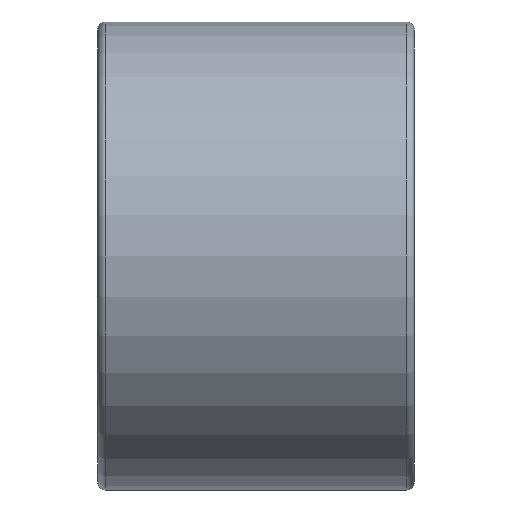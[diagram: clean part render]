
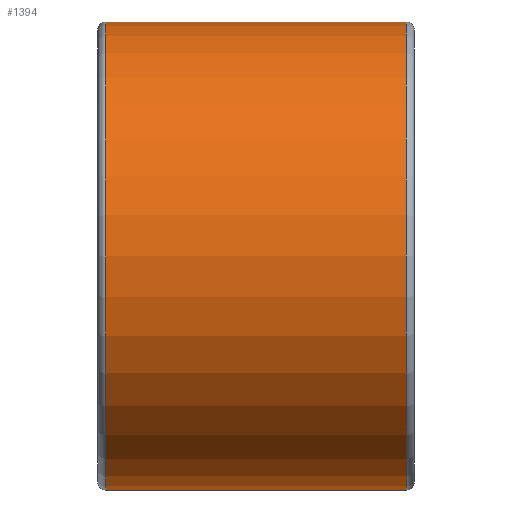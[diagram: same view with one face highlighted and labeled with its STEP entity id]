
A CAD part, front view. The second image highlights one B-rep face of the part: STEP entity #1394.
In plain terms, the highlighted cylindrical face has radius 14.25 mm (diameter 28.5 mm), a partial arc.
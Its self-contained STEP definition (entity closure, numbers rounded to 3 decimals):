
#64 = ORIENTED_EDGE ( 'NONE', *, *, #1333, .T. ) ;
#110 = CARTESIAN_POINT ( 'NONE',  ( -0.5, 0., 0. ) ) ;
#302 = EDGE_LOOP ( 'NONE', ( #668, #895, #6165, #64 ) ) ;
#611 = DIRECTION ( 'NONE',  ( 0., 0., -1. ) ) ;
#668 = ORIENTED_EDGE ( 'NONE', *, *, #3465, .F. ) ;
#735 = VERTEX_POINT ( 'NONE', #4774 ) ;
#895 = ORIENTED_EDGE ( 'NONE', *, *, #5959, .T. ) ;
#976 = VERTEX_POINT ( 'NONE', #5839 ) ;
#1133 = VECTOR ( 'NONE', #6056, 1000. ) ;
#1140 = DIRECTION ( 'NONE',  ( 1., 0., 0. ) ) ;
#1242 = CARTESIAN_POINT ( 'NONE',  ( -18.8, 0., 0. ) ) ;
#1333 = EDGE_CURVE ( 'NONE', #976, #1985, #6238, .T. ) ;
#1355 = AXIS2_PLACEMENT_3D ( 'NONE', #110, #3518, #611 ) ;
#1394 = ADVANCED_FACE ( 'NONE', ( #2213 ), #5936, .T. ) ;
#1509 = AXIS2_PLACEMENT_3D ( 'NONE', #1242, #4650, #1723 ) ;
#1713 = VECTOR ( 'NONE', #1140, 1000. ) ;
#1723 = DIRECTION ( 'NONE',  ( 0., 0., -1. ) ) ;
#1857 = LINE ( 'NONE', #3564, #1713 ) ;
#1985 = VERTEX_POINT ( 'NONE', #5238 ) ;
#2213 = FACE_OUTER_BOUND ( 'NONE', #302, .T. ) ;
#2591 = DIRECTION ( 'NONE',  ( 1., 0., 0. ) ) ;
#2642 = VERTEX_POINT ( 'NONE', #3331 ) ;
#3068 = DIRECTION ( 'NONE',  ( 0., 0., -1. ) ) ;
#3153 = CARTESIAN_POINT ( 'NONE',  ( -19.3, 0., -14.25 ) ) ;
#3331 = CARTESIAN_POINT ( 'NONE',  ( -18.8, 0., 14.25 ) ) ;
#3465 = EDGE_CURVE ( 'NONE', #2642, #1985, #1857, .T. ) ;
#3518 = DIRECTION ( 'NONE',  ( -1., 0., 0. ) ) ;
#3535 = CARTESIAN_POINT ( 'NONE',  ( -19.3, 0., 0. ) ) ;
#3564 = CARTESIAN_POINT ( 'NONE',  ( -19.3, 0., 14.25 ) ) ;
#3638 = AXIS2_PLACEMENT_3D ( 'NONE', #3535, #2591, #3068 ) ;
#4650 = DIRECTION ( 'NONE',  ( 1., 0., 0. ) ) ;
#4706 = CIRCLE ( 'NONE', #1509, 14.25 ) ;
#4774 = CARTESIAN_POINT ( 'NONE',  ( -18.8, 0., -14.25 ) ) ;
#4868 = LINE ( 'NONE', #3153, #1133 ) ;
#5238 = CARTESIAN_POINT ( 'NONE',  ( -0.5, 0., 14.25 ) ) ;
#5839 = CARTESIAN_POINT ( 'NONE',  ( -0.5, 0., -14.25 ) ) ;
#5936 = CYLINDRICAL_SURFACE ( 'NONE', #3638, 14.25 ) ;
#5939 = EDGE_CURVE ( 'NONE', #735, #976, #4868, .T. ) ;
#5959 = EDGE_CURVE ( 'NONE', #2642, #735, #4706, .T. ) ;
#6056 = DIRECTION ( 'NONE',  ( 1., 0., 0. ) ) ;
#6165 = ORIENTED_EDGE ( 'NONE', *, *, #5939, .T. ) ;
#6238 = CIRCLE ( 'NONE', #1355, 14.25 ) ;
